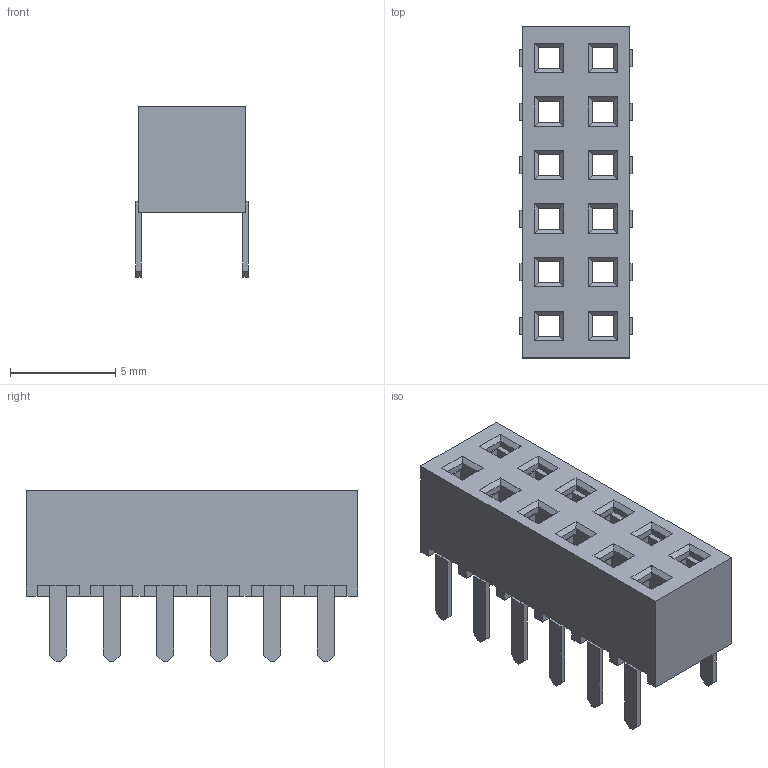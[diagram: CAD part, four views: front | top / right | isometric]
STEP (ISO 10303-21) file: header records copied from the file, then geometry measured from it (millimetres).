
FILE_DESCRIPTION(/* description */ ('model of Wuerth_WR-PHD_61301225721_Standard_2x06_P2.54mm_Vertical'),/* implementation_level */ '2;1');
FILE_NAME(/* name */ 'Wuerth_WR-PHD_61301225721_Standard_2x06_P2.54mm_Vertical.step',/* time_stamp */ '2024-05-29T23:18:56',/* author */ ('KiCAD','kicad'),/* organization */ ('OCCT'),/* preprocessor_version */ '',/* originating_system */ 'KiCAD',/* authorisation */ '');
FILE_SCHEMA(('AUTOMOTIVE_DESIGN { 1 0 10303 214 1 1 1 1 }'));
Length unit declared in the file: millimetre
Products named in the file (1): Wuerth_WR-PHD_61301225721_Standard_2x06_P2.54mm_Vertical
Bounding box: 5.33 x 15.74 x 8.1 mm (x, y, z)
Volume: 271.8 mm3; surface area: 1008.5 mm2
Topology: 1 solids, 1 shells, 474 faces, 1380 edges, 896 vertices
Faces by surface type: plane 474
Entity records: 20191 total; most frequent: ORIENTED_EDGE 2760, CARTESIAN_POINT 2751, DIRECTION 2330, EDGE_CURVE 1380, LINE 1380, VECTOR 1380, VERTEX_POINT 896, FACE_BOUND 534
